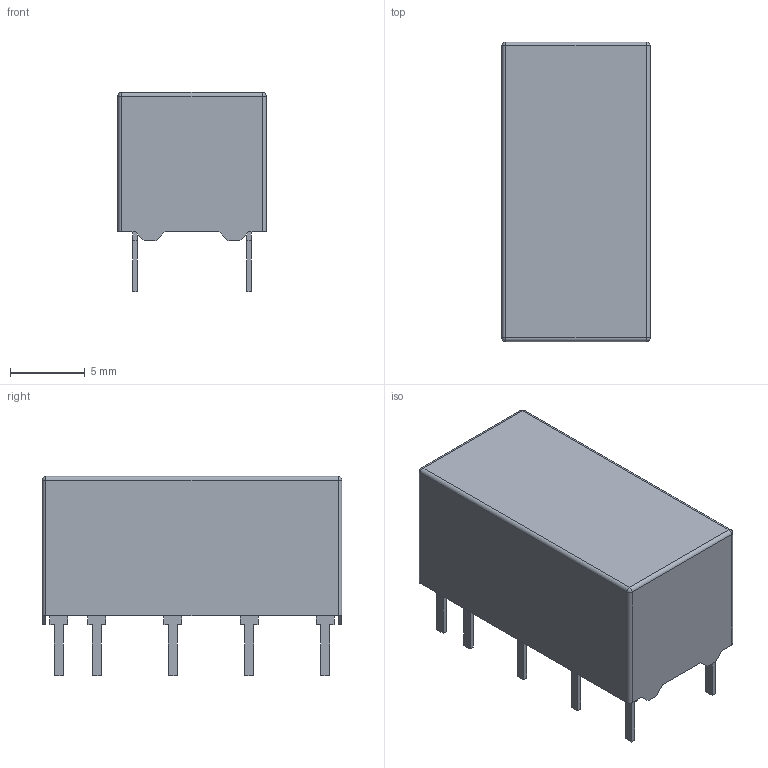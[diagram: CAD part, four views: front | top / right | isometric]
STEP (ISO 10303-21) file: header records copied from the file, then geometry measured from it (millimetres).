
FILE_DESCRIPTION(/* description */ (''),/* implementation_level */ '2;1');
FILE_NAME(/* name */ 'DS2E-ML2-DC5V.step',/* time_stamp */ '2020-03-22T19:48:43-04:00',/* author */ (''),/* organization */ (''),/* preprocessor_version */ 'ST-DEVELOPER v18',/* originating_system */ 'Autodesk Translation Framework v8.12.0.6',/* authorisation */ '');
FILE_SCHEMA (('AUTOMOTIVE_DESIGN { 1 0 10303 214 3 1 1 }'));
Length unit declared in the file: millimetre
Products named in the file (1): DS2E-ML2-DC5V
Bounding box: 9.9 x 20 x 13.3 mm (x, y, z)
Volume: 1849.2 mm3; surface area: 1028.1 mm2
Topology: 1 solids, 1 shells, 124 faces, 324 edges, 212 vertices
Faces by surface type: plane 112, cylinder 8, sphere 4
Entity records: 3865 total; most frequent: CARTESIAN_POINT 661, ORIENTED_EDGE 648, DIRECTION 590, EDGE_CURVE 324, LINE 308, VECTOR 308, VERTEX_POINT 212, AXIS2_PLACEMENT_3D 141
